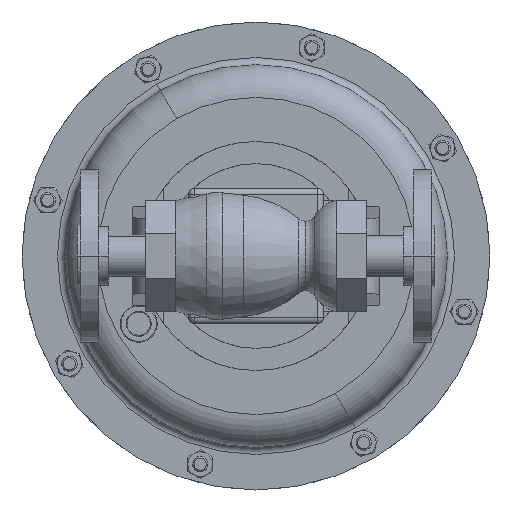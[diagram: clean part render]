
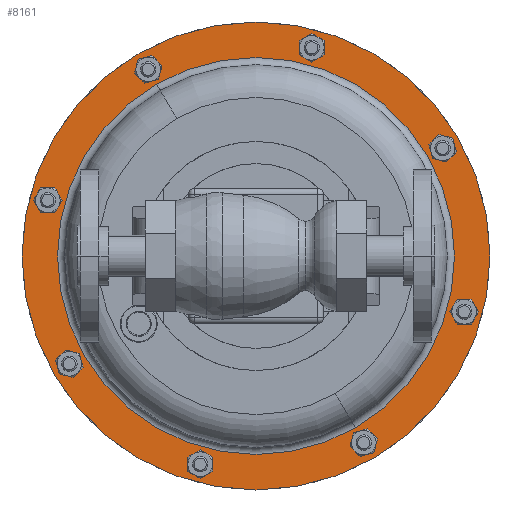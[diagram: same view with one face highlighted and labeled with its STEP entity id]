
A CAD part, front view. The second image highlights one B-rep face of the part: STEP entity #8161.
In plain terms, the highlighted planar face has unit normal (0, -1, 0).
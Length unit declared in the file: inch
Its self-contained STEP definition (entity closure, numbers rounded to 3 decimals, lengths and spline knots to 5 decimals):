
#1000 = CARTESIAN_POINT ( 'NONE',  ( 0., 8.835, 0. ) ) ;
#2948 = DIRECTION ( 'NONE',  ( 0.5, 0., -0.866 ) ) ;
#3030 = DIRECTION ( 'NONE',  ( 0.5, 0., -0.866 ) ) ;
#4302 = VERTEX_POINT ( 'NONE', #15099 ) ;
#4493 = DIRECTION ( 'NONE',  ( 0., 1., 0. ) ) ;
#4531 = CARTESIAN_POINT ( 'NONE',  ( -4.11362, 8.835, -2.375 ) ) ;
#5010 = DIRECTION ( 'NONE',  ( 0., 1., 0. ) ) ;
#5225 = CARTESIAN_POINT ( 'NONE',  ( 0., 8.835, 0. ) ) ;
#5315 = EDGE_LOOP ( 'NONE', ( #12418, #12820 ) ) ;
#6000 = EDGE_CURVE ( 'NONE', #22345, #4302, #17511, .T. ) ;
#6093 = DIRECTION ( 'NONE',  ( 0., -1., 0. ) ) ;
#6517 = ORIENTED_EDGE ( 'NONE', *, *, #20494, .F. ) ;
#7215 = DIRECTION ( 'NONE',  ( 0.5, 0., -0.866 ) ) ;
#7725 = AXIS2_PLACEMENT_3D ( 'NONE', #4531, #6093, #22948 ) ;
#8161 = ADVANCED_FACE ( 'NONE', ( #8506, #18341 ), #13788, .T. ) ;
#8506 = FACE_BOUND ( 'NONE', #5315, .T. ) ;
#12418 = ORIENTED_EDGE ( 'NONE', *, *, #17078, .T. ) ;
#12820 = ORIENTED_EDGE ( 'NONE', *, *, #6000, .T. ) ;
#13788 = PLANE ( 'NONE',  #7725 ) ;
#14045 = CARTESIAN_POINT ( 'NONE',  ( -2.375, 8.835, 4.11362 ) ) ;
#14208 = ORIENTED_EDGE ( 'NONE', *, *, #15841, .F. ) ;
#14702 = DIRECTION ( 'NONE',  ( 0., 1., 0. ) ) ;
#14923 = EDGE_LOOP ( 'NONE', ( #6517, #14208 ) ) ;
#15099 = CARTESIAN_POINT ( 'NONE',  ( 2.0145, 8.835, -3.48922 ) ) ;
#15221 = CIRCLE ( 'NONE', #19213, 4.75 ) ;
#15841 = EDGE_CURVE ( 'NONE', #24536, #22080, #15221, .T. ) ;
#16103 = CARTESIAN_POINT ( 'NONE',  ( -2.0145, 8.835, 3.48922 ) ) ;
#16268 = CARTESIAN_POINT ( 'NONE',  ( 0., 8.835, 0. ) ) ;
#16577 = CIRCLE ( 'NONE', #18639, 4.75 ) ;
#16774 = CARTESIAN_POINT ( 'NONE',  ( 0., 8.835, 0. ) ) ;
#17078 = EDGE_CURVE ( 'NONE', #4302, #22345, #23764, .T. ) ;
#17511 = CIRCLE ( 'NONE', #21957, 4.029 ) ;
#18218 = DIRECTION ( 'NONE',  ( 0.5, 0., -0.866 ) ) ;
#18341 = FACE_OUTER_BOUND ( 'NONE', #14923, .T. ) ;
#18639 = AXIS2_PLACEMENT_3D ( 'NONE', #16268, #4493, #18218 ) ;
#18967 = DIRECTION ( 'NONE',  ( 0., 1., 0. ) ) ;
#19213 = AXIS2_PLACEMENT_3D ( 'NONE', #16774, #5010, #3030 ) ;
#19394 = AXIS2_PLACEMENT_3D ( 'NONE', #5225, #18967, #7215 ) ;
#20494 = EDGE_CURVE ( 'NONE', #22080, #24536, #16577, .T. ) ;
#21957 = AXIS2_PLACEMENT_3D ( 'NONE', #1000, #14702, #2948 ) ;
#22080 = VERTEX_POINT ( 'NONE', #22631 ) ;
#22345 = VERTEX_POINT ( 'NONE', #16103 ) ;
#22631 = CARTESIAN_POINT ( 'NONE',  ( 2.375, 8.835, -4.11362 ) ) ;
#22948 = DIRECTION ( 'NONE',  ( -0.5, 0., 0.866 ) ) ;
#23764 = CIRCLE ( 'NONE', #19394, 4.029 ) ;
#24536 = VERTEX_POINT ( 'NONE', #14045 ) ;
